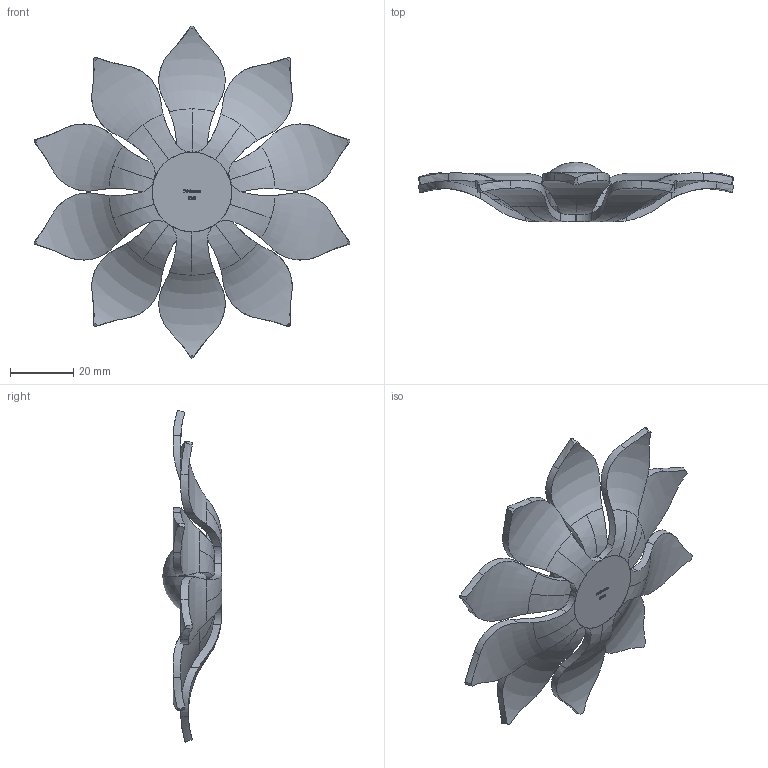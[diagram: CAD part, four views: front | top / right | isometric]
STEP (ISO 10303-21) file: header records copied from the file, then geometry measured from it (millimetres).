
FILE_DESCRIPTION (( 'STEP AP203' ), '1' );
FILE_NAME ('3263.STEP', '2020-11-04T08:48:27', ( '' ), ( '' ), 'SwSTEP 2.0', 'SolidWorks 2018', '' );
FILE_SCHEMA (( 'CONFIG_CONTROL_DESIGN' ));
Length unit declared in the file: millimetre
Products named in the file (7): 3263; 3263 Teil1; 3263 Teil2_3263 Teil2; 3263 Teil2
Assembly tree (3 placements, depth 2):
  3263
    3263 Teil1
    3263 Teil1
    3263 Teil2_3263 Teil2
  3263 Teil1
  3263 Teil1
  3263 Teil2
Bounding box: 99.91 x 18.8 x 105 mm (x, y, z)
Volume: 21493.9 mm3; surface area: 17807.5 mm2
Topology: 3 solids, 3 shells, 383 faces, 1072 edges, 691 vertices
Faces by surface type: bspline 111, cylinder 110, plane 90, torus 60, cone 10, sphere 2
Entity records: 19310 total; most frequent: CARTESIAN_POINT 10112, ORIENTED_EDGE 2104, DIRECTION 1282, EDGE_CURVE 1052, VERTEX_POINT 691, B_SPLINE_CURVE_WITH_KNOTS 486, AXIS2_PLACEMENT_3D 437, LINE 408
